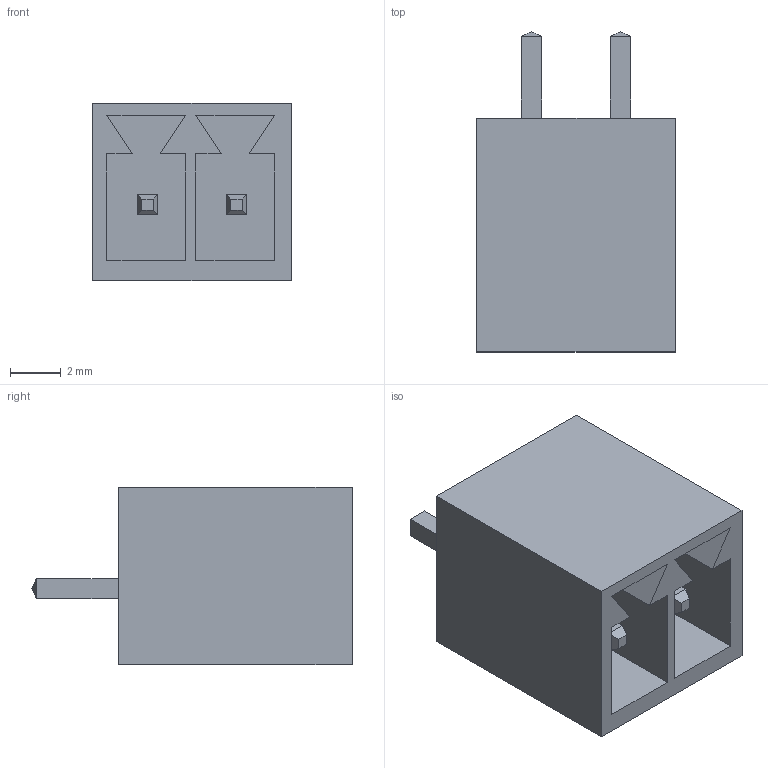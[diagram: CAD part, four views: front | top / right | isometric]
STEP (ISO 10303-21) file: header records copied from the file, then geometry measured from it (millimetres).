
FILE_DESCRIPTION (( 'STEP AP214' ), '1' );
FILE_NAME ('15EDGVC-3.5-02P.STEP', '2023-02-06T10:47:38', ( '' ), ( '' ), 'SwSTEP 2.0', 'SolidWorks 2019', '' );
FILE_SCHEMA (( 'AUTOMOTIVE_DESIGN' ));
Length unit declared in the file: millimetre
Products named in the file (1): 15EDGVC-3.5-02P
Bounding box: 7.8 x 12.6 x 7 mm (x, y, z)
Volume: 287.6 mm3; surface area: 722.3 mm2
Topology: 1 solids, 1 shells, 58 faces, 132 edges, 82 vertices
Faces by surface type: plane 58
Entity records: 1980 total; most frequent: CARTESIAN_POINT 273, ORIENTED_EDGE 264, DIRECTION 250, LINE 132, EDGE_CURVE 132, VECTOR 132, VERTEX_POINT 82, EDGE_LOOP 64
